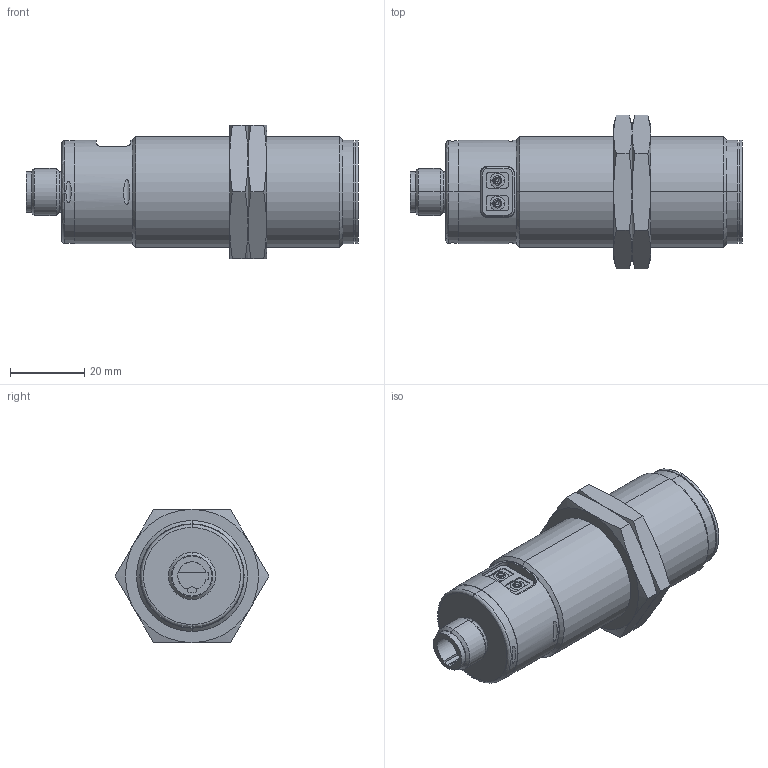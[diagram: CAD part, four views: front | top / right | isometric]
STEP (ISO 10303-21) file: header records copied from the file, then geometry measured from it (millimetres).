
FILE_DESCRIPTION (( 'STEP AP214' ), '1' );
FILE_NAME ('CTV-00-2M.step', '2018-04-17T19:16:52', ( '' ), ( '' ), 'SwSTEP 2.0', 'SolidWorks 2017', '' );
FILE_SCHEMA (( 'AUTOMOTIVE_DESIGN' ));
Length unit declared in the file: inch
Products named in the file (1): CTV-00-2M
Bounding box: 89.7 x 41.57 x 36 mm (x, y, z)
Volume: 59543.9 mm3; surface area: 13296 mm2
Topology: 3 solids, 3 shells, 167 faces, 381 edges, 237 vertices
Faces by surface type: cone 56, plane 55, cylinder 48, bspline 8
Entity records: 7562 total; most frequent: CARTESIAN_POINT 1586, DIRECTION 796, ORIENTED_EDGE 762, EDGE_CURVE 381, AXIS2_PLACEMENT_3D 321, VERTEX_POINT 237, EDGE_LOOP 188, DIMENSIONAL_EXPONENTS 172
